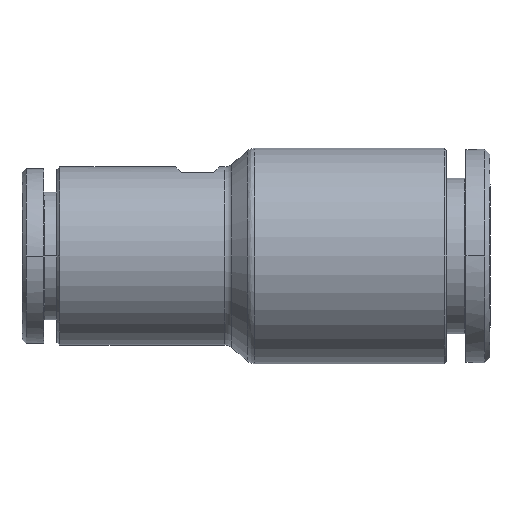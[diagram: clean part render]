
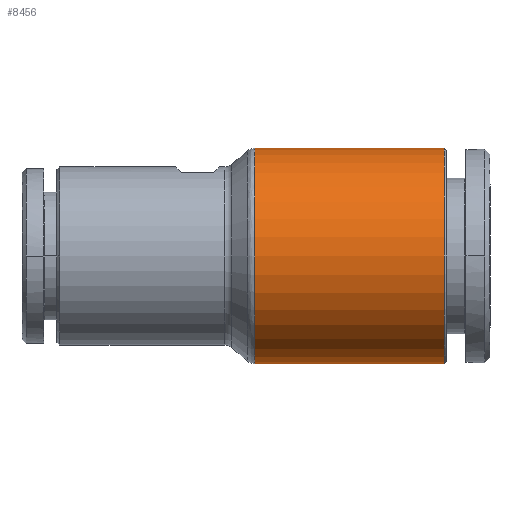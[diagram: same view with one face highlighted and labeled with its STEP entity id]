
A CAD part, front view. The second image highlights one B-rep face of the part: STEP entity #8456.
In plain terms, the highlighted cylindrical face has radius 9.85 mm (diameter 19.7 mm), a partial arc.
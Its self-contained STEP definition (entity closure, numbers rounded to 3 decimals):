
#763 = CARTESIAN_POINT ( 'NONE',  ( 10.972, 0., 0. ) ) ;
#2222 = ORIENTED_EDGE ( 'NONE', *, *, #21676, .T. ) ;
#2710 = CARTESIAN_POINT ( 'NONE',  ( 3.339, 0., 9.85 ) ) ;
#2797 = DIRECTION ( 'NONE',  ( 1., 0., 0. ) ) ;
#3193 = AXIS2_PLACEMENT_3D ( 'NONE', #9848, #22100, #24044 ) ;
#4469 = ORIENTED_EDGE ( 'NONE', *, *, #15291, .F. ) ;
#4938 = CARTESIAN_POINT ( 'NONE',  ( 10.972, 0., -9.85 ) ) ;
#6091 = CARTESIAN_POINT ( 'NONE',  ( 3.339, 0., -9.85 ) ) ;
#6882 = VECTOR ( 'NONE', #11976, 1000. ) ;
#8305 = AXIS2_PLACEMENT_3D ( 'NONE', #12250, #16203, #22348 ) ;
#8456 = ADVANCED_FACE ( 'NONE', ( #15765 ), #25619, .T. ) ;
#9494 = EDGE_CURVE ( 'NONE', #15779, #14708, #9961, .T. ) ;
#9848 = CARTESIAN_POINT ( 'NONE',  ( 3.339, 0., 0. ) ) ;
#9961 = CIRCLE ( 'NONE', #3193, 9.85 ) ;
#11976 = DIRECTION ( 'NONE',  ( 1., 0., 0. ) ) ;
#12250 = CARTESIAN_POINT ( 'NONE',  ( 20.672, 0., 0. ) ) ;
#12328 = LINE ( 'NONE', #24110, #6882 ) ;
#12922 = DIRECTION ( 'NONE',  ( 0., 0., -1. ) ) ;
#13422 = EDGE_LOOP ( 'NONE', ( #4469, #17455, #13871, #2222 ) ) ;
#13871 = ORIENTED_EDGE ( 'NONE', *, *, #14289, .T. ) ;
#14289 = EDGE_CURVE ( 'NONE', #14708, #19534, #26358, .T. ) ;
#14708 = VERTEX_POINT ( 'NONE', #6091 ) ;
#15291 = EDGE_CURVE ( 'NONE', #15779, #25712, #12328, .T. ) ;
#15765 = FACE_OUTER_BOUND ( 'NONE', #13422, .T. ) ;
#15779 = VERTEX_POINT ( 'NONE', #2710 ) ;
#16203 = DIRECTION ( 'NONE',  ( -1., 0., 0. ) ) ;
#17455 = ORIENTED_EDGE ( 'NONE', *, *, #9494, .T. ) ;
#19534 = VERTEX_POINT ( 'NONE', #21180 ) ;
#20946 = VECTOR ( 'NONE', #2797, 1000. ) ;
#21109 = CARTESIAN_POINT ( 'NONE',  ( 20.672, 0., 9.85 ) ) ;
#21180 = CARTESIAN_POINT ( 'NONE',  ( 20.672, 0., -9.85 ) ) ;
#21676 = EDGE_CURVE ( 'NONE', #19534, #25712, #24420, .T. ) ;
#22100 = DIRECTION ( 'NONE',  ( 1., 0., 0. ) ) ;
#22348 = DIRECTION ( 'NONE',  ( 0., 0., -1. ) ) ;
#23201 = DIRECTION ( 'NONE',  ( 1., 0., 0. ) ) ;
#24044 = DIRECTION ( 'NONE',  ( 0., 0., -1. ) ) ;
#24110 = CARTESIAN_POINT ( 'NONE',  ( 10.972, 0., 9.85 ) ) ;
#24420 = CIRCLE ( 'NONE', #8305, 9.85 ) ;
#25619 = CYLINDRICAL_SURFACE ( 'NONE', #26071, 9.85 ) ;
#25712 = VERTEX_POINT ( 'NONE', #21109 ) ;
#26071 = AXIS2_PLACEMENT_3D ( 'NONE', #763, #23201, #12922 ) ;
#26358 = LINE ( 'NONE', #4938, #20946 ) ;
